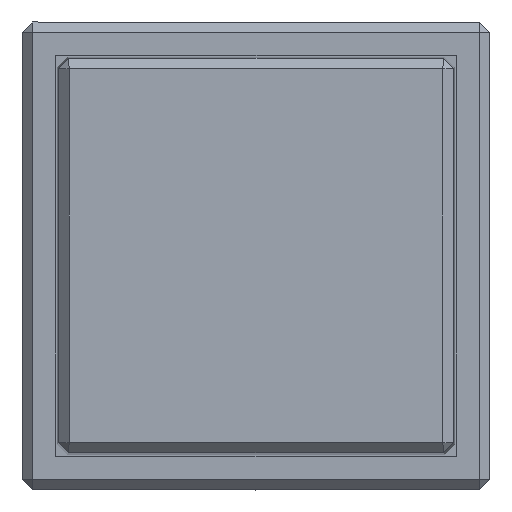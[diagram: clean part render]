
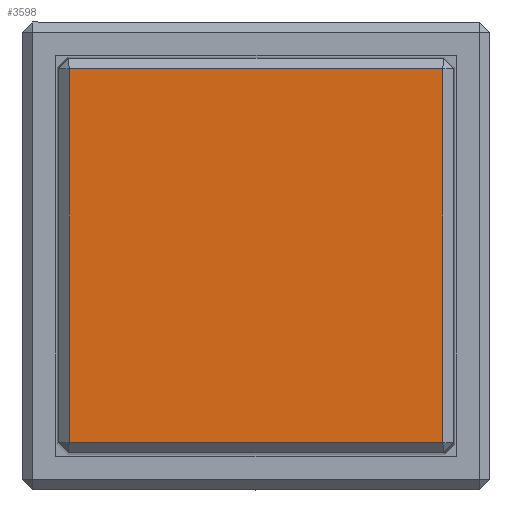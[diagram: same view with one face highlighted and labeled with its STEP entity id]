
A CAD part, top view. The second image highlights one B-rep face of the part: STEP entity #3598.
In plain terms, the highlighted planar face has unit normal (0, 0, 1).
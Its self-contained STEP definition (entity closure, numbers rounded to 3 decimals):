
#65 = CARTESIAN_POINT ( 'NONE',  ( 5.597, -5.597, 4.7 ) ) ;
#130 = CARTESIAN_POINT ( 'NONE',  ( 5.597, 5.597, 4.7 ) ) ;
#161 = VECTOR ( 'NONE', #4811, 1000. ) ;
#276 = ORIENTED_EDGE ( 'NONE', *, *, #1872, .F. ) ;
#297 = CARTESIAN_POINT ( 'NONE',  ( -5.597, -5.597, 4.7 ) ) ;
#619 = AXIS2_PLACEMENT_3D ( 'NONE', #65, #1846, #3592 ) ;
#884 = LINE ( 'NONE', #2664, #2132 ) ;
#982 = DIRECTION ( 'NONE',  ( 0., -1., 0. ) ) ;
#1029 = VERTEX_POINT ( 'NONE', #1519 ) ;
#1291 = LINE ( 'NONE', #3057, #161 ) ;
#1484 = DIRECTION ( 'NONE',  ( 1., 0., 0. ) ) ;
#1519 = CARTESIAN_POINT ( 'NONE',  ( 5.597, -5.597, 4.7 ) ) ;
#1597 = ORIENTED_EDGE ( 'NONE', *, *, #3901, .T. ) ;
#1650 = ORIENTED_EDGE ( 'NONE', *, *, #4541, .F. ) ;
#1846 = DIRECTION ( 'NONE',  ( 0., 0., -1. ) ) ;
#1872 = EDGE_CURVE ( 'NONE', #4931, #1885, #1291, .T. ) ;
#1885 = VERTEX_POINT ( 'NONE', #2196 ) ;
#2029 = VERTEX_POINT ( 'NONE', #130 ) ;
#2132 = VECTOR ( 'NONE', #4413, 1000. ) ;
#2196 = CARTESIAN_POINT ( 'NONE',  ( -5.597, 5.597, 4.7 ) ) ;
#2277 = FACE_OUTER_BOUND ( 'NONE', #4852, .T. ) ;
#2664 = CARTESIAN_POINT ( 'NONE',  ( 0., 5.597, 4.7 ) ) ;
#2945 = ORIENTED_EDGE ( 'NONE', *, *, #3998, .T. ) ;
#3057 = CARTESIAN_POINT ( 'NONE',  ( -5.597, 0., 4.7 ) ) ;
#3180 = LINE ( 'NONE', #4936, #5119 ) ;
#3592 = DIRECTION ( 'NONE',  ( -1., 0., 0. ) ) ;
#3598 = ADVANCED_FACE ( 'NONE', ( #2277 ), #4025, .F. ) ;
#3666 = LINE ( 'NONE', #5432, #4419 ) ;
#3901 = EDGE_CURVE ( 'NONE', #2029, #1885, #884, .T. ) ;
#3998 = EDGE_CURVE ( 'NONE', #4931, #1029, #3666, .T. ) ;
#4025 = PLANE ( 'NONE',  #619 ) ;
#4413 = DIRECTION ( 'NONE',  ( -1., 0., 0. ) ) ;
#4419 = VECTOR ( 'NONE', #1484, 1000. ) ;
#4541 = EDGE_CURVE ( 'NONE', #2029, #1029, #3180, .T. ) ;
#4811 = DIRECTION ( 'NONE',  ( 0., 1., 0. ) ) ;
#4852 = EDGE_LOOP ( 'NONE', ( #1597, #276, #2945, #1650 ) ) ;
#4931 = VERTEX_POINT ( 'NONE', #297 ) ;
#4936 = CARTESIAN_POINT ( 'NONE',  ( 5.597, 0., 4.7 ) ) ;
#5119 = VECTOR ( 'NONE', #982, 1000. ) ;
#5432 = CARTESIAN_POINT ( 'NONE',  ( 0., -5.597, 4.7 ) ) ;
